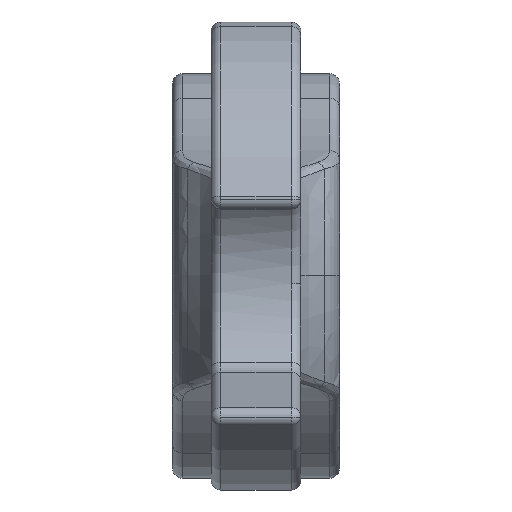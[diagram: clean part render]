
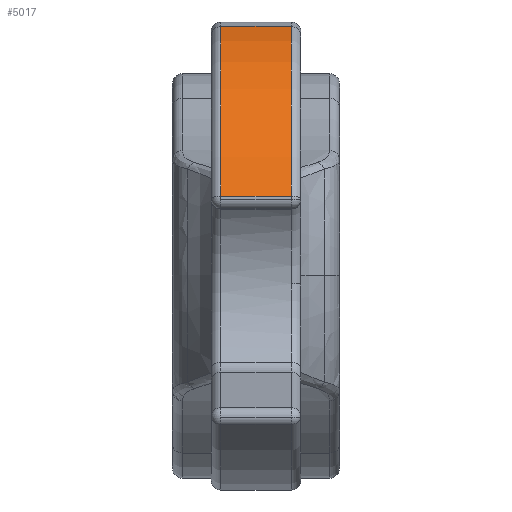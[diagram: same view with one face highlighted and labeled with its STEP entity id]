
A CAD part, top view. The second image highlights one B-rep face of the part: STEP entity #5017.
In plain terms, the highlighted cylindrical face has radius 16.166 mm (diameter 32.331 mm), a partial arc.
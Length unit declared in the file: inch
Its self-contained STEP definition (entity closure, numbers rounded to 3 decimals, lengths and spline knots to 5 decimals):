
#151 = CARTESIAN_POINT ( 'NONE',  ( 0.30312, -0.02144, 3.7276 ) ) ;
#428 = VERTEX_POINT ( 'NONE', #5959 ) ;
#529 = FACE_OUTER_BOUND ( 'NONE', #1125, .T. ) ;
#530 = LINE ( 'NONE', #6340, #1160 ) ;
#1125 = EDGE_LOOP ( 'NONE', ( #5930, #6172, #5173, #5779 ) ) ;
#1149 = CIRCLE ( 'NONE', #1899, 0.63644 ) ;
#1160 = VECTOR ( 'NONE', #6410, 39.37008 ) ;
#1362 = CARTESIAN_POINT ( 'NONE',  ( 0.08536, -0.02144, 3.7276 ) ) ;
#1598 = LINE ( 'NONE', #3471, #4236 ) ;
#1658 = DIRECTION ( 'NONE',  ( 1., 0., 0. ) ) ;
#1788 = AXIS2_PLACEMENT_3D ( 'NONE', #1362, #3889, #2362 ) ;
#1898 = VERTEX_POINT ( 'NONE', #4124 ) ;
#1899 = AXIS2_PLACEMENT_3D ( 'NONE', #4496, #1658, #5146 ) ;
#2267 = CARTESIAN_POINT ( 'NONE',  ( 0.08536, 0.17984, 4.33137 ) ) ;
#2362 = DIRECTION ( 'NONE',  ( 0., 0., -1. ) ) ;
#3194 = VERTEX_POINT ( 'NONE', #2267 ) ;
#3471 = CARTESIAN_POINT ( 'NONE',  ( 0.30312, 0.17984, 4.33137 ) ) ;
#3488 = AXIS2_PLACEMENT_3D ( 'NONE', #151, #5059, #4120 ) ;
#3497 = EDGE_CURVE ( 'NONE', #5743, #3194, #1598, .T. ) ;
#3889 = DIRECTION ( 'NONE',  ( -1., 0., 0. ) ) ;
#4120 = DIRECTION ( 'NONE',  ( 0., 0., 1. ) ) ;
#4124 = CARTESIAN_POINT ( 'NONE',  ( 0.08536, 0.59331, 3.89232 ) ) ;
#4236 = VECTOR ( 'NONE', #5884, 39.37008 ) ;
#4361 = CARTESIAN_POINT ( 'NONE',  ( -0.08536, 0.17984, 4.33137 ) ) ;
#4482 = CIRCLE ( 'NONE', #1788, 0.63644 ) ;
#4496 = CARTESIAN_POINT ( 'NONE',  ( -0.08536, -0.02144, 3.7276 ) ) ;
#4679 = EDGE_CURVE ( 'NONE', #3194, #1898, #4482, .T. ) ;
#5017 = ADVANCED_FACE ( 'NONE', ( #529 ), #5195, .T. ) ;
#5059 = DIRECTION ( 'NONE',  ( -1., 0., 0. ) ) ;
#5146 = DIRECTION ( 'NONE',  ( 0., 0., 1. ) ) ;
#5173 = ORIENTED_EDGE ( 'NONE', *, *, #5818, .T. ) ;
#5195 = CYLINDRICAL_SURFACE ( 'NONE', #3488, 0.63644 ) ;
#5743 = VERTEX_POINT ( 'NONE', #4361 ) ;
#5779 = ORIENTED_EDGE ( 'NONE', *, *, #6367, .T. ) ;
#5818 = EDGE_CURVE ( 'NONE', #1898, #428, #530, .T. ) ;
#5884 = DIRECTION ( 'NONE',  ( 1., 0., 0. ) ) ;
#5930 = ORIENTED_EDGE ( 'NONE', *, *, #3497, .T. ) ;
#5959 = CARTESIAN_POINT ( 'NONE',  ( -0.08536, 0.59331, 3.89232 ) ) ;
#6172 = ORIENTED_EDGE ( 'NONE', *, *, #4679, .T. ) ;
#6340 = CARTESIAN_POINT ( 'NONE',  ( 0.30312, 0.59331, 3.89232 ) ) ;
#6367 = EDGE_CURVE ( 'NONE', #428, #5743, #1149, .T. ) ;
#6410 = DIRECTION ( 'NONE',  ( -1., 0., 0. ) ) ;
